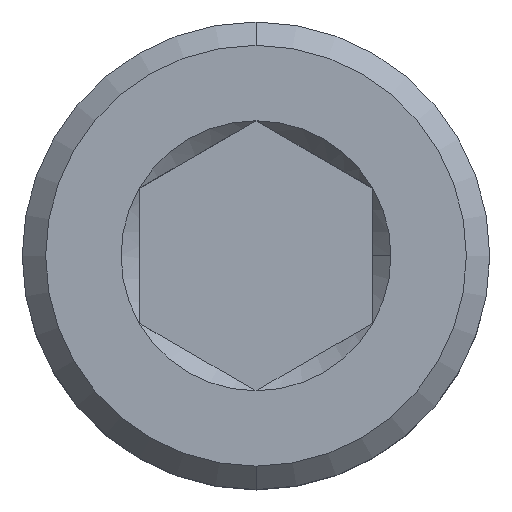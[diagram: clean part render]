
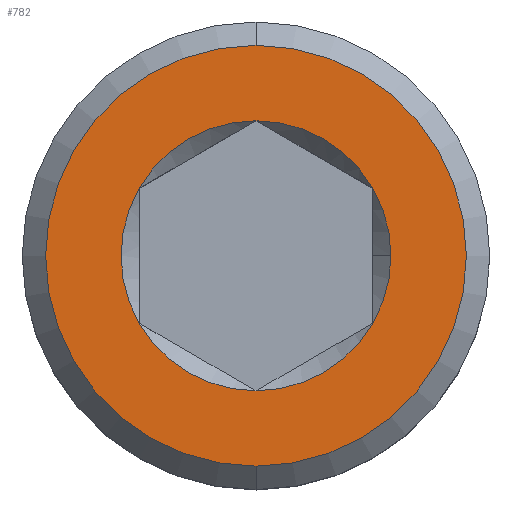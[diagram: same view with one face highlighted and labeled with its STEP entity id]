
A CAD part, top view. The second image highlights one B-rep face of the part: STEP entity #782.
In plain terms, the highlighted planar face has unit normal (0, 0, 1).
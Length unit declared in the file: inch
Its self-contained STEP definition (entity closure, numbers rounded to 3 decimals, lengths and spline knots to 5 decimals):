
#4 = VERTEX_POINT ( 'NONE', #341 ) ;
#7 = DIRECTION ( 'NONE',  ( 0., 0., 1. ) ) ;
#15 = CARTESIAN_POINT ( 'NONE',  ( 0., 0., 0.19 ) ) ;
#17 = DIRECTION ( 'NONE',  ( 0., 0., 1. ) ) ;
#27 = DIRECTION ( 'NONE',  ( 1., 0., 0. ) ) ;
#30 = ORIENTED_EDGE ( 'NONE', *, *, #615, .T. ) ;
#35 = ORIENTED_EDGE ( 'NONE', *, *, #244, .F. ) ;
#45 = VERTEX_POINT ( 'NONE', #185 ) ;
#54 = EDGE_LOOP ( 'NONE', ( #586, #121, #524, #574, #57, #35, #257 ) ) ;
#55 = CIRCLE ( 'NONE', #85, 0.09021 ) ;
#57 = ORIENTED_EDGE ( 'NONE', *, *, #266, .F. ) ;
#83 = DIRECTION ( 'NONE',  ( 0., 0., 1. ) ) ;
#85 = AXIS2_PLACEMENT_3D ( 'NONE', #511, #90, #268 ) ;
#90 = DIRECTION ( 'NONE',  ( 0., 0., 1. ) ) ;
#91 = CARTESIAN_POINT ( 'NONE',  ( 0., 0.14062, 0.19 ) ) ;
#93 = CARTESIAN_POINT ( 'NONE',  ( 0., 0., 0.19 ) ) ;
#98 = PLANE ( 'NONE',  #697 ) ;
#117 = VERTEX_POINT ( 'NONE', #750 ) ;
#121 = ORIENTED_EDGE ( 'NONE', *, *, #476, .F. ) ;
#127 = CIRCLE ( 'NONE', #308, 0.09021 ) ;
#138 = CARTESIAN_POINT ( 'NONE',  ( 0., 0., 0.19 ) ) ;
#173 = AXIS2_PLACEMENT_3D ( 'NONE', #93, #193, #330 ) ;
#185 = CARTESIAN_POINT ( 'NONE',  ( 0., 0.14062, 0.19 ) ) ;
#193 = DIRECTION ( 'NONE',  ( 0., 0., 1. ) ) ;
#218 = DIRECTION ( 'NONE',  ( 0., 1., 0. ) ) ;
#220 = AXIS2_PLACEMENT_3D ( 'NONE', #598, #357, #229 ) ;
#226 = DIRECTION ( 'NONE',  ( 0., 0., 1. ) ) ;
#229 = DIRECTION ( 'NONE',  ( 1., 0., 0. ) ) ;
#234 = VERTEX_POINT ( 'NONE', #394 ) ;
#242 = VERTEX_POINT ( 'NONE', #691 ) ;
#244 = EDGE_CURVE ( 'NONE', #234, #4, #610, .T. ) ;
#257 = ORIENTED_EDGE ( 'NONE', *, *, #464, .F. ) ;
#264 = CARTESIAN_POINT ( 'NONE',  ( 0., 0., 0.19 ) ) ;
#266 = EDGE_CURVE ( 'NONE', #4, #415, #555, .T. ) ;
#268 = DIRECTION ( 'NONE',  ( 1., 0., 0. ) ) ;
#269 = DIRECTION ( 'NONE',  ( 0., 0., 1. ) ) ;
#293 = CIRCLE ( 'NONE', #220, 0.09021 ) ;
#294 = EDGE_CURVE ( 'NONE', #643, #117, #792, .T. ) ;
#308 = AXIS2_PLACEMENT_3D ( 'NONE', #353, #226, #479 ) ;
#310 = DIRECTION ( 'NONE',  ( 1., 0., 0. ) ) ;
#330 = DIRECTION ( 'NONE',  ( 0., -1., 0. ) ) ;
#341 = CARTESIAN_POINT ( 'NONE',  ( 0.07813, -0.04511, 0.19 ) ) ;
#348 = AXIS2_PLACEMENT_3D ( 'NONE', #695, #17, #458 ) ;
#353 = CARTESIAN_POINT ( 'NONE',  ( 0., 0., 0.19 ) ) ;
#357 = DIRECTION ( 'NONE',  ( 0., 0., 1. ) ) ;
#365 = CARTESIAN_POINT ( 'NONE',  ( 0.09021, 0., 0.19 ) ) ;
#389 = AXIS2_PLACEMENT_3D ( 'NONE', #629, #624, #690 ) ;
#391 = CARTESIAN_POINT ( 'NONE',  ( 0.07812, 0.04511, 0.19 ) ) ;
#394 = CARTESIAN_POINT ( 'NONE',  ( 0., -0.09021, 0.19 ) ) ;
#402 = CIRCLE ( 'NONE', #173, 0.14062 ) ;
#415 = VERTEX_POINT ( 'NONE', #365 ) ;
#437 = EDGE_CURVE ( 'NONE', #45, #466, #402, .T. ) ;
#457 = AXIS2_PLACEMENT_3D ( 'NONE', #138, #7, #310 ) ;
#458 = DIRECTION ( 'NONE',  ( 1., 0., 0. ) ) ;
#464 = EDGE_CURVE ( 'NONE', #728, #234, #127, .T. ) ;
#466 = VERTEX_POINT ( 'NONE', #536 ) ;
#467 = EDGE_LOOP ( 'NONE', ( #681, #30 ) ) ;
#476 = EDGE_CURVE ( 'NONE', #117, #242, #293, .T. ) ;
#479 = DIRECTION ( 'NONE',  ( 1., 0., 0. ) ) ;
#511 = CARTESIAN_POINT ( 'NONE',  ( 0., 0., 0.19 ) ) ;
#524 = ORIENTED_EDGE ( 'NONE', *, *, #294, .F. ) ;
#536 = CARTESIAN_POINT ( 'NONE',  ( 0., -0.14063, 0.19 ) ) ;
#540 = EDGE_CURVE ( 'NONE', #242, #728, #784, .T. ) ;
#555 = CIRCLE ( 'NONE', #727, 0.09021 ) ;
#574 = ORIENTED_EDGE ( 'NONE', *, *, #644, .F. ) ;
#581 = CARTESIAN_POINT ( 'NONE',  ( -0.07812, -0.04511, 0.19 ) ) ;
#586 = ORIENTED_EDGE ( 'NONE', *, *, #540, .F. ) ;
#598 = CARTESIAN_POINT ( 'NONE',  ( 0., 0., 0.19 ) ) ;
#610 = CIRCLE ( 'NONE', #640, 0.09021 ) ;
#615 = EDGE_CURVE ( 'NONE', #466, #45, #762, .T. ) ;
#624 = DIRECTION ( 'NONE',  ( 0., 0., 1. ) ) ;
#625 = DIRECTION ( 'NONE',  ( 1., 0., 0. ) ) ;
#629 = CARTESIAN_POINT ( 'NONE',  ( 0., 0., 0.19 ) ) ;
#640 = AXIS2_PLACEMENT_3D ( 'NONE', #264, #269, #27 ) ;
#643 = VERTEX_POINT ( 'NONE', #391 ) ;
#644 = EDGE_CURVE ( 'NONE', #415, #643, #55, .T. ) ;
#648 = FACE_BOUND ( 'NONE', #54, .T. ) ;
#664 = FACE_OUTER_BOUND ( 'NONE', #467, .T. ) ;
#681 = ORIENTED_EDGE ( 'NONE', *, *, #437, .T. ) ;
#690 = DIRECTION ( 'NONE',  ( 0., -1., 0. ) ) ;
#691 = CARTESIAN_POINT ( 'NONE',  ( -0.07813, 0.04511, 0.19 ) ) ;
#695 = CARTESIAN_POINT ( 'NONE',  ( 0., 0., 0.19 ) ) ;
#697 = AXIS2_PLACEMENT_3D ( 'NONE', #91, #772, #218 ) ;
#727 = AXIS2_PLACEMENT_3D ( 'NONE', #15, #83, #625 ) ;
#728 = VERTEX_POINT ( 'NONE', #581 ) ;
#750 = CARTESIAN_POINT ( 'NONE',  ( 0., 0.09021, 0.19 ) ) ;
#762 = CIRCLE ( 'NONE', #389, 0.14062 ) ;
#772 = DIRECTION ( 'NONE',  ( 0., 0., -1. ) ) ;
#782 = ADVANCED_FACE ( 'NONE', ( #648, #664 ), #98, .F. ) ;
#784 = CIRCLE ( 'NONE', #348, 0.09021 ) ;
#792 = CIRCLE ( 'NONE', #457, 0.09021 ) ;
